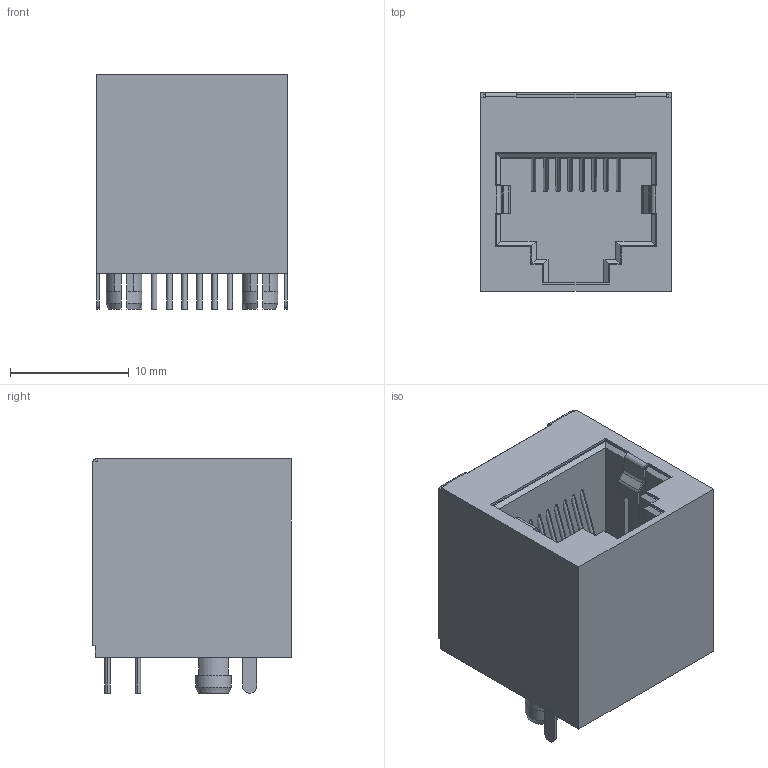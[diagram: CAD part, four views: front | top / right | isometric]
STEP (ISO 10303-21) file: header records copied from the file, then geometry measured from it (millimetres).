
FILE_DESCRIPTION (( 'STEP AP214' ), '1' );
FILE_NAME ('RJ45-TH_L16.0-W16.7-H16.5.step', '2022-07-09T14:37:01', ( '' ), ( '' ), 'SwSTEP 2.0', 'SolidWorks 2020', '' );
FILE_SCHEMA (( 'AUTOMOTIVE_DESIGN' ));
Length unit declared in the file: millimetre
Products named in the file (1): RJ45-TH_L16.0-W16.7-H16.5
Bounding box: 16.03 x 16.7 x 19.7 mm (x, y, z)
Volume: 3267.2 mm3; surface area: 2432.6 mm2
Topology: 15 solids, 15 shells, 529 faces, 1340 edges, 872 vertices
Faces by surface type: plane 349, bspline 112, cylinder 62, cone 6
Entity records: 22298 total; most frequent: CARTESIAN_POINT 4978, ORIENTED_EDGE 2680, DIRECTION 2008, EDGE_CURVE 1340, LINE 972, VECTOR 972, VERTEX_POINT 872, EDGE_LOOP 576
